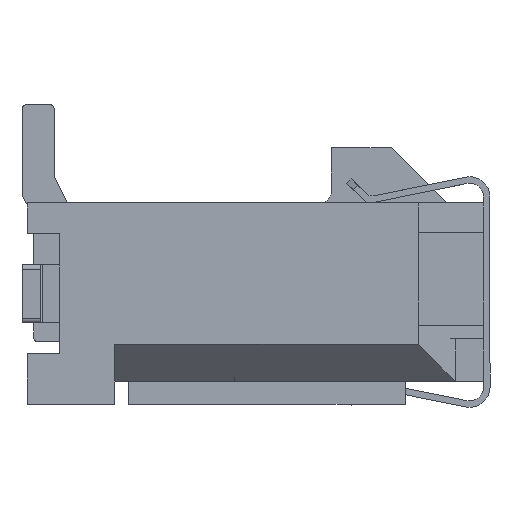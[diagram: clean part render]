
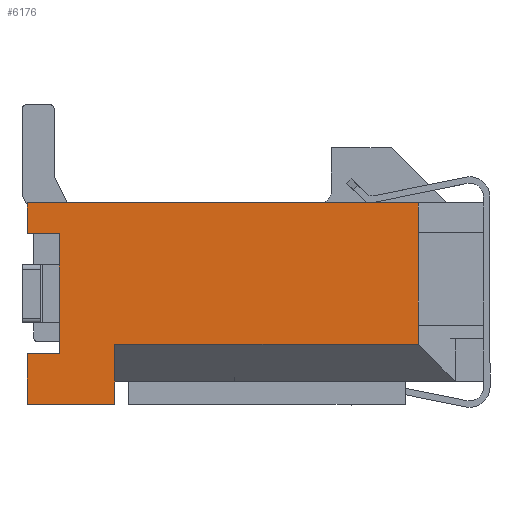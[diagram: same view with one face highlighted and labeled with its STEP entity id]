
A CAD part, left-side view. The second image highlights one B-rep face of the part: STEP entity #6176.
In plain terms, the highlighted planar face has unit normal (-1, 0, 0).
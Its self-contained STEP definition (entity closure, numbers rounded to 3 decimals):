
#729=ORIENTED_EDGE('',*,*,#2441,.T.);
#730=ORIENTED_EDGE('',*,*,#2442,.T.);
#731=ORIENTED_EDGE('',*,*,#1968,.F.);
#732=ORIENTED_EDGE('',*,*,#2443,.T.);
#733=ORIENTED_EDGE('',*,*,#2444,.F.);
#734=ORIENTED_EDGE('',*,*,#2445,.F.);
#735=ORIENTED_EDGE('',*,*,#2446,.F.);
#736=ORIENTED_EDGE('',*,*,#2089,.T.);
#737=ORIENTED_EDGE('',*,*,#2447,.T.);
#738=ORIENTED_EDGE('',*,*,#2448,.T.);
#739=ORIENTED_EDGE('',*,*,#2449,.T.);
#740=ORIENTED_EDGE('',*,*,#2450,.T.);
#1968=EDGE_CURVE('',#2870,#2871,#3458,.T.);
#2089=EDGE_CURVE('',#2989,#2988,#3579,.T.);
#2441=EDGE_CURVE('',#3252,#3253,#3931,.T.);
#2442=EDGE_CURVE('',#3253,#2871,#3932,.T.);
#2443=EDGE_CURVE('',#2870,#3254,#3933,.T.);
#2444=EDGE_CURVE('',#3255,#3254,#3934,.T.);
#2445=EDGE_CURVE('',#3256,#3255,#3935,.T.);
#2446=EDGE_CURVE('',#2989,#3256,#3936,.T.);
#2447=EDGE_CURVE('',#2988,#3257,#3937,.T.);
#2448=EDGE_CURVE('',#3257,#3258,#3938,.T.);
#2449=EDGE_CURVE('',#3258,#3259,#3939,.T.);
#2450=EDGE_CURVE('',#3259,#3252,#3940,.T.);
#2870=VERTEX_POINT('',#8489);
#2871=VERTEX_POINT('',#8491);
#2988=VERTEX_POINT('',#8745);
#2989=VERTEX_POINT('',#8747);
#3252=VERTEX_POINT('',#9428);
#3253=VERTEX_POINT('',#9429);
#3254=VERTEX_POINT('',#9432);
#3255=VERTEX_POINT('',#9434);
#3256=VERTEX_POINT('',#9436);
#3257=VERTEX_POINT('',#9439);
#3258=VERTEX_POINT('',#9441);
#3259=VERTEX_POINT('',#9443);
#3458=LINE('',#8490,#4306);
#3579=LINE('',#8746,#4427);
#3931=LINE('',#9427,#4779);
#3932=LINE('',#9430,#4780);
#3933=LINE('',#9431,#4781);
#3934=LINE('',#9433,#4782);
#3935=LINE('',#9435,#4783);
#3936=LINE('',#9437,#4784);
#3937=LINE('',#9438,#4785);
#3938=LINE('',#9440,#4786);
#3939=LINE('',#9442,#4787);
#3940=LINE('',#9444,#4788);
#4306=VECTOR('',#6864,1000.);
#4427=VECTOR('',#7019,1000.);
#4779=VECTOR('',#7503,1000.);
#4780=VECTOR('',#7504,1000.);
#4781=VECTOR('',#7505,1000.);
#4782=VECTOR('',#7506,1000.);
#4783=VECTOR('',#7507,1000.);
#4784=VECTOR('',#7508,1000.);
#4785=VECTOR('',#7509,1000.);
#4786=VECTOR('',#7510,1000.);
#4787=VECTOR('',#7511,1000.);
#4788=VECTOR('',#7512,1000.);
#5237=EDGE_LOOP('',(#729,#730,#731,#732,#733,#734,#735,#736,#737,#738,#739,
#740));
#5569=FACE_BOUND('',#5237,.T.);
#5886=PLANE('',#6543);
#6176=ADVANCED_FACE('',(#5569),#5886,.T.);
#6543=AXIS2_PLACEMENT_3D('',#9426,#7501,#7502);
#6864=DIRECTION('',(0.,0.,-1.));
#7019=DIRECTION('',(0.,1.,0.));
#7501=DIRECTION('',(-1.,0.,0.));
#7502=DIRECTION('',(0.,0.,1.));
#7503=DIRECTION('',(0.,0.,-1.));
#7504=DIRECTION('',(0.,-1.,0.));
#7505=DIRECTION('',(0.,-1.,0.));
#7506=DIRECTION('',(0.,0.,-1.));
#7507=DIRECTION('',(0.,0.,-1.));
#7508=DIRECTION('',(0.,0.,-1.));
#7509=DIRECTION('',(0.,0.,-1.));
#7510=DIRECTION('',(0.,-1.,0.));
#7511=DIRECTION('',(0.,0.,-1.));
#7512=DIRECTION('',(0.,1.,0.));
#8489=CARTESIAN_POINT('',(-10.825,3.05,-0.885));
#8490=CARTESIAN_POINT('',(-10.825,3.05,-1.685));
#8491=CARTESIAN_POINT('',(-10.825,3.05,-2.185));
#8745=CARTESIAN_POINT('',(-10.825,4.95,2.185));
#8746=CARTESIAN_POINT('',(-10.825,-4.95,2.185));
#8747=CARTESIAN_POINT('',(-10.825,-3.536,2.185));
#9426=CARTESIAN_POINT('',(-10.825,0.,0.));
#9427=CARTESIAN_POINT('',(-10.825,4.95,2.185));
#9428=CARTESIAN_POINT('',(-10.825,4.95,-1.085));
#9429=CARTESIAN_POINT('',(-10.825,4.95,-2.185));
#9430=CARTESIAN_POINT('',(-10.825,4.95,-2.185));
#9431=CARTESIAN_POINT('',(-10.825,0.,-0.885));
#9432=CARTESIAN_POINT('',(-10.825,-3.536,-0.885));
#9433=CARTESIAN_POINT('',(-10.825,-3.536,0.));
#9434=CARTESIAN_POINT('',(-10.825,-3.536,-0.465));
#9435=CARTESIAN_POINT('',(-10.825,-3.536,1.535));
#9436=CARTESIAN_POINT('',(-10.825,-3.536,1.535));
#9437=CARTESIAN_POINT('',(-10.825,-3.536,0.));
#9438=CARTESIAN_POINT('',(-10.825,4.95,2.185));
#9439=CARTESIAN_POINT('',(-10.825,4.95,1.515));
#9440=CARTESIAN_POINT('',(-10.825,0.,1.515));
#9441=CARTESIAN_POINT('',(-10.825,4.25,1.515));
#9442=CARTESIAN_POINT('',(-10.825,4.25,0.));
#9443=CARTESIAN_POINT('',(-10.825,4.25,-1.085));
#9444=CARTESIAN_POINT('',(-10.825,0.,-1.085));
